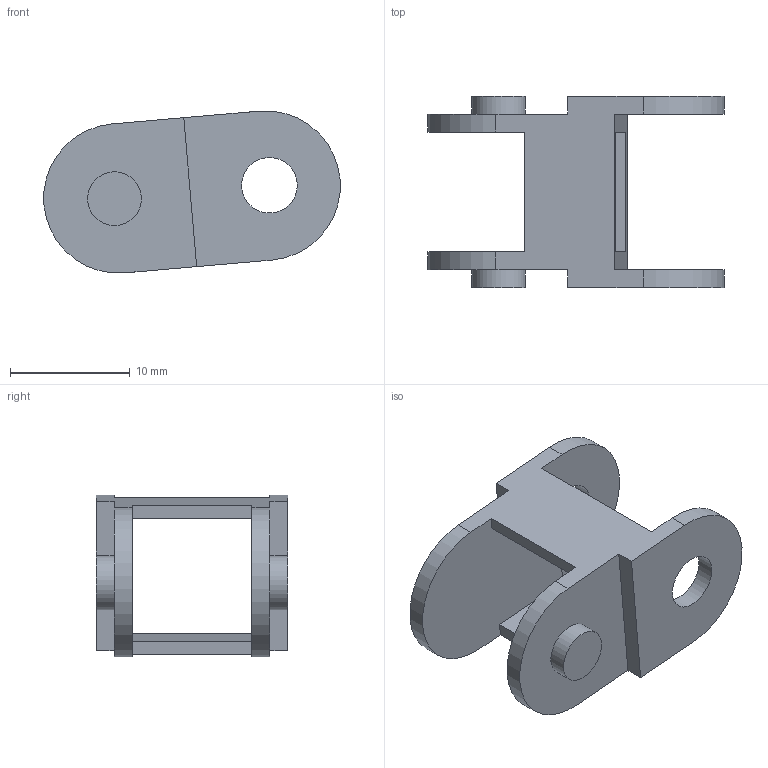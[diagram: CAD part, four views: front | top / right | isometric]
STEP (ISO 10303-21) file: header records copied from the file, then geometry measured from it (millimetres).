
FILE_DESCRIPTION(/* description */ (''),/* implementation_level */ '2;1');
FILE_NAME(/* name */ '045.10.018.0_6A.ipt.stp',/* time_stamp */ '2016-01-07T16:46:06-08:00',/* author */ ('Phillip Dollan'),/* organization */ (''),/* preprocessor_version */ 'ST-DEVELOPER v16.1',/* originating_system */ 'Autodesk Inventor 2016',/* authorisation */ '');
FILE_SCHEMA (('AUTOMOTIVE_DESIGN { 1 0 10303 214 3 1 1 }'));
Length unit declared in the file: millimetre
Products named in the file (1): 045.10.018.0_6A
Bounding box: 24.76 x 16 x 13.52 mm (x, y, z)
Volume: 1139.3 mm3; surface area: 1728 mm2
Topology: 1 solids, 1 shells, 27 faces, 72 edges, 48 vertices
Faces by surface type: plane 19, cylinder 8
Full cylindrical faces by diameter (mm): 4.5 x2, 4.65 x2
Entity records: 858 total; most frequent: CARTESIAN_POINT 144, DIRECTION 140, ORIENTED_EDGE 136, EDGE_CURVE 68, LINE 52, VECTOR 52, VERTEX_POINT 48, AXIS2_PLACEMENT_3D 44
